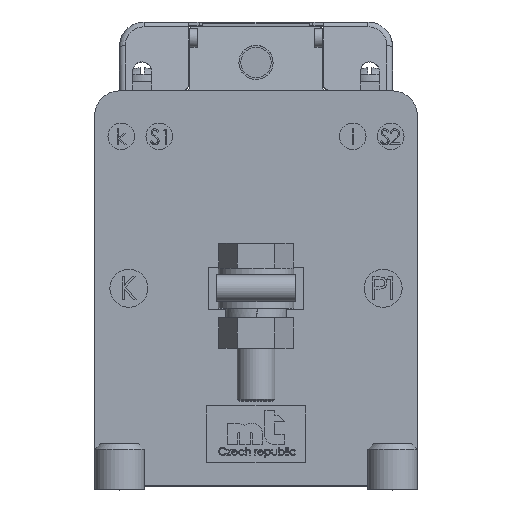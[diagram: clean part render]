
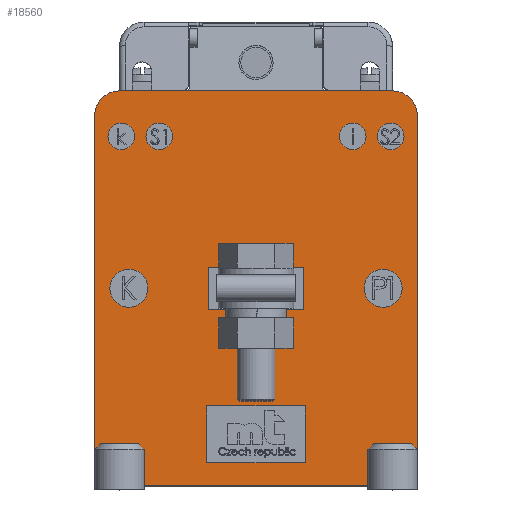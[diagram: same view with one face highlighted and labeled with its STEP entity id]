
A CAD part, top view. The second image highlights one B-rep face of the part: STEP entity #18560.
In plain terms, the highlighted face is planar.
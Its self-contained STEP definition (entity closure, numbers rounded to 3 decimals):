
#1206=FACE_BOUND('',#2843,.T.);
#1207=FACE_BOUND('',#2844,.T.);
#1208=FACE_BOUND('',#2845,.T.);
#1209=FACE_BOUND('',#2846,.T.);
#1210=FACE_BOUND('',#2847,.T.);
#1211=FACE_BOUND('',#2848,.T.);
#1212=FACE_BOUND('',#2849,.T.);
#1213=FACE_BOUND('',#2850,.T.);
#1214=FACE_BOUND('',#2851,.T.);
#1215=FACE_BOUND('',#2852,.T.);
#1353=CIRCLE('',#19889,6.5);
#1354=CIRCLE('',#19890,6.5);
#1355=CIRCLE('',#19891,6.5);
#1356=CIRCLE('',#19892,6.5);
#1357=CIRCLE('',#19893,5.);
#1358=CIRCLE('',#19894,3.5);
#1359=CIRCLE('',#19895,3.5);
#1360=CIRCLE('',#19896,3.5);
#1361=CIRCLE('',#19897,5.);
#1362=CIRCLE('',#19898,3.5);
#1363=CIRCLE('',#19899,4.5);
#1364=CIRCLE('',#19900,4.5);
#1764=FACE_OUTER_BOUND('',#2842,.T.);
#2842=EDGE_LOOP('',(#12694,#12695,#12696,#12697,#12698,#12699,#12700,#12701));
#2843=EDGE_LOOP('',(#12702,#12703,#12704,#12705));
#2844=EDGE_LOOP('',(#12706));
#2845=EDGE_LOOP('',(#12707));
#2846=EDGE_LOOP('',(#12708));
#2847=EDGE_LOOP('',(#12709));
#2848=EDGE_LOOP('',(#12710));
#2849=EDGE_LOOP('',(#12711,#12712,#12713,#12714));
#2850=EDGE_LOOP('',(#12715));
#2851=EDGE_LOOP('',(#12716));
#2852=EDGE_LOOP('',(#12717));
#4068=LINE('',#25238,#5944);
#4129=LINE('',#26485,#6005);
#4153=LINE('',#26611,#6029);
#4154=LINE('',#26615,#6030);
#4155=LINE('',#26619,#6031);
#4156=LINE('',#26623,#6032);
#4157=LINE('',#26627,#6033);
#4158=LINE('',#26629,#6034);
#4159=LINE('',#26631,#6035);
#4160=LINE('',#26632,#6036);
#4161=LINE('',#26643,#6037);
#4162=LINE('',#26644,#6038);
#5944=VECTOR('',#21112,15.);
#6005=VECTOR('',#21177,15.);
#6029=VECTOR('',#21219,91.);
#6030=VECTOR('',#21222,72.);
#6031=VECTOR('',#21225,91.);
#6032=VECTOR('',#21228,72.);
#6033=VECTOR('',#21231,25.);
#6034=VECTOR('',#21232,11.);
#6035=VECTOR('',#21233,25.);
#6036=VECTOR('',#21234,11.);
#6037=VECTOR('',#21245,26.);
#6038=VECTOR('',#21246,26.);
#7807=VERTEX_POINT('',#25235);
#7808=VERTEX_POINT('',#25237);
#7937=VERTEX_POINT('',#26483);
#7938=VERTEX_POINT('',#26484);
#7970=VERTEX_POINT('',#26609);
#7971=VERTEX_POINT('',#26610);
#7972=VERTEX_POINT('',#26612);
#7973=VERTEX_POINT('',#26614);
#7974=VERTEX_POINT('',#26616);
#7975=VERTEX_POINT('',#26618);
#7976=VERTEX_POINT('',#26620);
#7977=VERTEX_POINT('',#26622);
#7978=VERTEX_POINT('',#26625);
#7979=VERTEX_POINT('',#26626);
#7980=VERTEX_POINT('',#26628);
#7981=VERTEX_POINT('',#26630);
#7982=VERTEX_POINT('',#26633);
#7983=VERTEX_POINT('',#26635);
#7984=VERTEX_POINT('',#26637);
#7985=VERTEX_POINT('',#26639);
#7986=VERTEX_POINT('',#26641);
#7987=VERTEX_POINT('',#26645);
#7988=VERTEX_POINT('',#26647);
#7989=VERTEX_POINT('',#26649);
#9674=EDGE_CURVE('',#7807,#7808,#4068,.T.);
#9805=EDGE_CURVE('',#7937,#7938,#4129,.T.);
#9839=EDGE_CURVE('',#7970,#7971,#4153,.T.);
#9840=EDGE_CURVE('',#7970,#7972,#1353,.T.);
#9841=EDGE_CURVE('',#7973,#7972,#4154,.T.);
#9842=EDGE_CURVE('',#7973,#7974,#1354,.T.);
#9843=EDGE_CURVE('',#7974,#7975,#4155,.T.);
#9844=EDGE_CURVE('',#7975,#7976,#1355,.T.);
#9845=EDGE_CURVE('',#7977,#7976,#4156,.T.);
#9846=EDGE_CURVE('',#7977,#7971,#1356,.T.);
#9847=EDGE_CURVE('',#7978,#7979,#4157,.T.);
#9848=EDGE_CURVE('',#7980,#7978,#4158,.T.);
#9849=EDGE_CURVE('',#7981,#7980,#4159,.T.);
#9850=EDGE_CURVE('',#7979,#7981,#4160,.T.);
#9851=EDGE_CURVE('',#7982,#7982,#1357,.T.);
#9852=EDGE_CURVE('',#7983,#7983,#1358,.T.);
#9853=EDGE_CURVE('',#7984,#7984,#1359,.T.);
#9854=EDGE_CURVE('',#7985,#7985,#1360,.T.);
#9855=EDGE_CURVE('',#7986,#7986,#1361,.T.);
#9856=EDGE_CURVE('',#7808,#7937,#4161,.T.);
#9857=EDGE_CURVE('',#7938,#7807,#4162,.T.);
#9858=EDGE_CURVE('',#7987,#7987,#1362,.T.);
#9859=EDGE_CURVE('',#7988,#7988,#1363,.T.);
#9860=EDGE_CURVE('',#7989,#7989,#1364,.T.);
#12694=ORIENTED_EDGE('',*,*,#9839,.F.);
#12695=ORIENTED_EDGE('',*,*,#9840,.T.);
#12696=ORIENTED_EDGE('',*,*,#9841,.F.);
#12697=ORIENTED_EDGE('',*,*,#9842,.T.);
#12698=ORIENTED_EDGE('',*,*,#9843,.T.);
#12699=ORIENTED_EDGE('',*,*,#9844,.T.);
#12700=ORIENTED_EDGE('',*,*,#9845,.F.);
#12701=ORIENTED_EDGE('',*,*,#9846,.T.);
#12702=ORIENTED_EDGE('',*,*,#9847,.F.);
#12703=ORIENTED_EDGE('',*,*,#9848,.F.);
#12704=ORIENTED_EDGE('',*,*,#9849,.F.);
#12705=ORIENTED_EDGE('',*,*,#9850,.F.);
#12706=ORIENTED_EDGE('',*,*,#9851,.F.);
#12707=ORIENTED_EDGE('',*,*,#9852,.F.);
#12708=ORIENTED_EDGE('',*,*,#9853,.F.);
#12709=ORIENTED_EDGE('',*,*,#9854,.F.);
#12710=ORIENTED_EDGE('',*,*,#9855,.F.);
#12711=ORIENTED_EDGE('',*,*,#9805,.F.);
#12712=ORIENTED_EDGE('',*,*,#9856,.F.);
#12713=ORIENTED_EDGE('',*,*,#9674,.F.);
#12714=ORIENTED_EDGE('',*,*,#9857,.F.);
#12715=ORIENTED_EDGE('',*,*,#9858,.F.);
#12716=ORIENTED_EDGE('',*,*,#9859,.F.);
#12717=ORIENTED_EDGE('',*,*,#9860,.F.);
#17934=PLANE('',#19888);
#18560=ADVANCED_FACE('',(#1764,#1206,#1207,#1208,#1209,#1210,#1211,#1212,
#1213,#1214,#1215),#17934,.T.);
#19888=AXIS2_PLACEMENT_3D('',#26608,#21217,#21218);
#19889=AXIS2_PLACEMENT_3D('',#26613,#21220,#21221);
#19890=AXIS2_PLACEMENT_3D('',#26617,#21223,#21224);
#19891=AXIS2_PLACEMENT_3D('',#26621,#21226,#21227);
#19892=AXIS2_PLACEMENT_3D('',#26624,#21229,#21230);
#19893=AXIS2_PLACEMENT_3D('',#26634,#21235,#21236);
#19894=AXIS2_PLACEMENT_3D('',#26636,#21237,#21238);
#19895=AXIS2_PLACEMENT_3D('',#26638,#21239,#21240);
#19896=AXIS2_PLACEMENT_3D('',#26640,#21241,#21242);
#19897=AXIS2_PLACEMENT_3D('',#26642,#21243,#21244);
#19898=AXIS2_PLACEMENT_3D('',#26646,#21247,#21248);
#19899=AXIS2_PLACEMENT_3D('',#26648,#21249,#21250);
#19900=AXIS2_PLACEMENT_3D('',#26650,#21251,#21252);
#21112=DIRECTION('',(0.,1.,0.));
#21177=DIRECTION('',(0.,-1.,0.));
#21217=DIRECTION('center_axis',(0.,0.,-1.));
#21218=DIRECTION('ref_axis',(-1.,0.,0.));
#21219=DIRECTION('',(0.,1.,0.));
#21220=DIRECTION('center_axis',(0.,0.,-1.));
#21221=DIRECTION('ref_axis',(-1.,0.,0.));
#21222=DIRECTION('',(1.,0.,0.));
#21223=DIRECTION('center_axis',(0.,0.,-1.));
#21224=DIRECTION('ref_axis',(-1.,0.,0.));
#21225=DIRECTION('',(0.,1.,0.));
#21226=DIRECTION('center_axis',(0.,0.,-1.));
#21227=DIRECTION('ref_axis',(-1.,0.,0.));
#21228=DIRECTION('',(-1.,0.,0.));
#21229=DIRECTION('center_axis',(0.,0.,-1.));
#21230=DIRECTION('ref_axis',(-1.,0.,0.));
#21231=DIRECTION('',(1.,0.,0.));
#21232=DIRECTION('',(0.,1.,0.));
#21233=DIRECTION('',(-1.,0.,0.));
#21234=DIRECTION('',(0.,-1.,0.));
#21235=DIRECTION('center_axis',(0.,0.,-1.));
#21236=DIRECTION('ref_axis',(-1.,0.,0.));
#21237=DIRECTION('center_axis',(0.,0.,-1.));
#21238=DIRECTION('ref_axis',(-1.,0.,0.));
#21239=DIRECTION('center_axis',(0.,0.,-1.));
#21240=DIRECTION('ref_axis',(-1.,0.,0.));
#21241=DIRECTION('center_axis',(0.,0.,-1.));
#21242=DIRECTION('ref_axis',(-1.,0.,0.));
#21243=DIRECTION('center_axis',(0.,0.,-1.));
#21244=DIRECTION('ref_axis',(-1.,0.,0.));
#21245=DIRECTION('',(1.,0.,0.));
#21246=DIRECTION('',(-1.,0.,0.));
#21247=DIRECTION('center_axis',(0.,0.,-1.));
#21248=DIRECTION('ref_axis',(-1.,0.,0.));
#21249=DIRECTION('center_axis',(0.,0.,-1.));
#21250=DIRECTION('ref_axis',(-1.,0.,0.));
#21251=DIRECTION('center_axis',(0.,0.,-1.));
#21252=DIRECTION('ref_axis',(-1.,0.,0.));
#25235=CARTESIAN_POINT('',(-13.,6.,0.));
#25237=CARTESIAN_POINT('',(-13.,21.,0.));
#25238=CARTESIAN_POINT('',(-13.,6.,0.));
#26483=CARTESIAN_POINT('',(13.,21.,0.));
#26484=CARTESIAN_POINT('',(13.,6.,0.));
#26485=CARTESIAN_POINT('',(13.,21.,0.));
#26608=CARTESIAN_POINT('Origin',(0.,0.,0.));
#26609=CARTESIAN_POINT('',(42.5,6.5,0.));
#26610=CARTESIAN_POINT('',(42.5,97.5,0.));
#26611=CARTESIAN_POINT('',(42.5,6.5,0.));
#26612=CARTESIAN_POINT('',(36.,0.,0.));
#26613=CARTESIAN_POINT('Origin',(36.,6.5,0.));
#26614=CARTESIAN_POINT('',(-36.,0.,0.));
#26615=CARTESIAN_POINT('',(-36.,0.,0.));
#26616=CARTESIAN_POINT('',(-42.5,6.5,0.));
#26617=CARTESIAN_POINT('Origin',(-36.,6.5,0.));
#26618=CARTESIAN_POINT('',(-42.5,97.5,0.));
#26619=CARTESIAN_POINT('',(-42.5,6.5,0.));
#26620=CARTESIAN_POINT('',(-36.,104.,0.));
#26621=CARTESIAN_POINT('Origin',(-36.,97.5,0.));
#26622=CARTESIAN_POINT('',(36.,104.,0.));
#26623=CARTESIAN_POINT('',(36.,104.,0.));
#26624=CARTESIAN_POINT('Origin',(36.,97.5,0.));
#26625=CARTESIAN_POINT('',(-12.5,57.5,0.));
#26626=CARTESIAN_POINT('',(12.5,57.5,0.));
#26627=CARTESIAN_POINT('',(-12.5,57.5,0.));
#26628=CARTESIAN_POINT('',(-12.5,46.5,0.));
#26629=CARTESIAN_POINT('',(-12.5,46.5,0.));
#26630=CARTESIAN_POINT('',(12.5,46.5,0.));
#26631=CARTESIAN_POINT('',(12.5,46.5,0.));
#26632=CARTESIAN_POINT('',(12.5,57.5,0.));
#26633=CARTESIAN_POINT('',(38.5,52.,0.));
#26634=CARTESIAN_POINT('Origin',(33.5,52.,0.));
#26635=CARTESIAN_POINT('',(-22.,92.,0.));
#26636=CARTESIAN_POINT('Origin',(-25.5,92.,0.));
#26637=CARTESIAN_POINT('',(-32.,92.,0.));
#26638=CARTESIAN_POINT('Origin',(-35.5,92.,0.));
#26639=CARTESIAN_POINT('',(29.,92.,0.));
#26640=CARTESIAN_POINT('Origin',(25.5,92.,0.));
#26641=CARTESIAN_POINT('',(-28.5,52.,0.));
#26642=CARTESIAN_POINT('Origin',(-33.5,52.,0.));
#26643=CARTESIAN_POINT('',(-13.,21.,0.));
#26644=CARTESIAN_POINT('',(13.,6.,0.));
#26645=CARTESIAN_POINT('',(39.,92.,0.));
#26646=CARTESIAN_POINT('Origin',(35.5,92.,0.));
#26647=CARTESIAN_POINT('',(-31.5,6.5,0.));
#26648=CARTESIAN_POINT('Origin',(-36.,6.5,0.));
#26649=CARTESIAN_POINT('',(40.5,6.5,0.));
#26650=CARTESIAN_POINT('Origin',(36.,6.5,0.));
